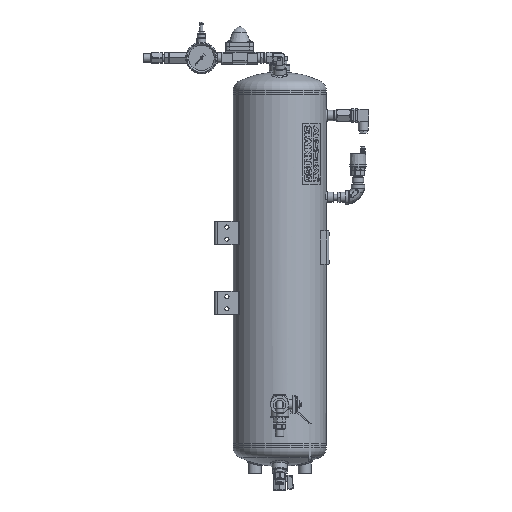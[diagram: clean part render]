
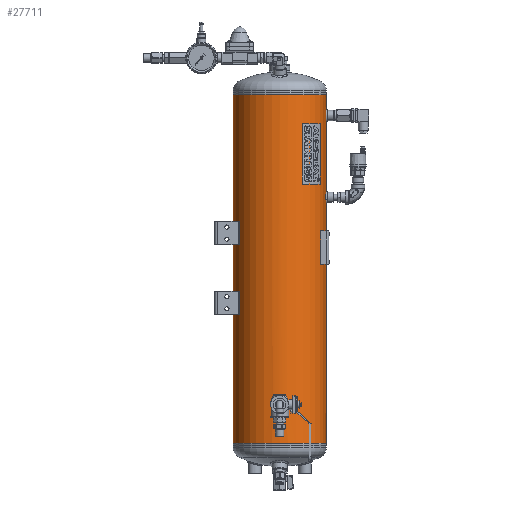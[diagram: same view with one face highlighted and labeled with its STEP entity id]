
A CAD part, left-side view. The second image highlights one B-rep face of the part: STEP entity #27711.
In plain terms, the highlighted cylindrical face has radius 100 mm (diameter 200 mm), a partial arc.
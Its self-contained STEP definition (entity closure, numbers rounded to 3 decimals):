
#1673=B_SPLINE_CURVE_WITH_KNOTS('',3,(#48191,#48192,#48193,#48194,#48195,
#48196,#48197,#48198,#48199,#48200,#48201,#48202,#48203,#48204,#48205,#48206,
#48207,#48208,#48209),.UNSPECIFIED.,.T.,.F.,(1,1,1,1,1,1,1,1,1,1,1,1,1,
1,1,1,1,1,1,1,1,1,1),(-0.012,-0.008,-0.004,
0.,0.004,0.008,0.012,
0.016,0.02,0.023,0.027,
0.031,0.035,0.039,0.043,
0.047,0.051,0.055,0.059,
0.063,0.066,0.07,0.074),
 .UNSPECIFIED.);
#1674=B_SPLINE_CURVE_WITH_KNOTS('',3,(#48211,#48212,#48213,#48214,#48215,
#48216,#48217,#48218,#48219,#48220,#48221,#48222,#48223,#48224,#48225,#48226,
#48227,#48228,#48229),.UNSPECIFIED.,.T.,.F.,(1,1,1,1,1,1,1,1,1,1,1,1,1,
1,1,1,1,1,1,1,1,1,1),(-0.012,-0.008,-0.004,
0.,0.004,0.008,0.012,0.016,
0.02,0.023,0.027,0.031,
0.035,0.039,0.043,0.047,
0.051,0.055,0.059,0.063,
0.066,0.07,0.074),.UNSPECIFIED.);
#1675=B_SPLINE_CURVE_WITH_KNOTS('',3,(#48231,#48232,#48233,#48234,#48235,
#48236,#48237,#48238,#48239,#48240,#48241,#48242,#48243,#48244,#48245,#48246,
#48247,#48248,#48249),.UNSPECIFIED.,.T.,.F.,(1,1,1,1,1,1,1,1,1,1,1,1,1,
1,1,1,1,1,1,1,1,1,1),(-0.018,-0.012,-0.006,
0.,0.006,0.012,0.018,
0.023,0.029,0.035,0.041,
0.047,0.053,0.059,0.065,
0.07,0.076,0.082,0.088,
0.094,0.1,0.106,0.112),
 .UNSPECIFIED.);
#3314=LINE('',#48251,#4547);
#3315=LINE('',#48256,#4548);
#4547=VECTOR('',#41173,1000.);
#4548=VECTOR('',#41176,1000.);
#5785=ORIENTED_EDGE('',*,*,#13779,.T.);
#5786=ORIENTED_EDGE('',*,*,#13780,.T.);
#5787=ORIENTED_EDGE('',*,*,#13781,.T.);
#5788=ORIENTED_EDGE('',*,*,#13782,.T.);
#5789=ORIENTED_EDGE('',*,*,#13783,.T.);
#5790=ORIENTED_EDGE('',*,*,#13784,.F.);
#5791=ORIENTED_EDGE('',*,*,#13785,.F.);
#13779=EDGE_CURVE('',#17776,#17776,#1673,.T.);
#13780=EDGE_CURVE('',#17777,#17777,#1674,.T.);
#13781=EDGE_CURVE('',#17778,#17778,#1675,.T.);
#13782=EDGE_CURVE('',#17779,#17780,#3314,.T.);
#13783=EDGE_CURVE('',#17780,#17781,#20733,.T.);
#13784=EDGE_CURVE('',#17782,#17781,#3315,.T.);
#13785=EDGE_CURVE('',#17779,#17782,#20734,.T.);
#17776=VERTEX_POINT('',#48210);
#17777=VERTEX_POINT('',#48230);
#17778=VERTEX_POINT('',#48250);
#17779=VERTEX_POINT('',#48252);
#17780=VERTEX_POINT('',#48253);
#17781=VERTEX_POINT('',#48255);
#17782=VERTEX_POINT('',#48257);
#20733=CIRCLE('',#38303,100.);
#20734=CIRCLE('',#38304,100.);
#21837=EDGE_LOOP('',(#5785));
#21838=EDGE_LOOP('',(#5786));
#21839=EDGE_LOOP('',(#5787));
#21840=EDGE_LOOP('',(#5788,#5789,#5790,#5791));
#24495=FACE_BOUND('',#21837,.T.);
#24496=FACE_BOUND('',#21838,.T.);
#24497=FACE_BOUND('',#21839,.T.);
#24498=FACE_BOUND('',#21840,.T.);
#27155=CYLINDRICAL_SURFACE('',#38302,100.);
#27711=ADVANCED_FACE('',(#24495,#24496,#24497,#24498),#27155,.T.);
#38302=AXIS2_PLACEMENT_3D('',#48190,#41171,#41172);
#38303=AXIS2_PLACEMENT_3D('',#48254,#41174,#41175);
#38304=AXIS2_PLACEMENT_3D('',#48258,#41177,#41178);
#41171=DIRECTION('',(0.,-1.,0.));
#41172=DIRECTION('',(0.,0.,-1.));
#41173=DIRECTION('',(0.,-1.,0.));
#41174=DIRECTION('',(0.,1.,0.));
#41175=DIRECTION('',(1.,0.,0.));
#41176=DIRECTION('',(0.,-1.,0.));
#41177=DIRECTION('',(0.,1.,0.));
#41178=DIRECTION('',(1.,0.,0.));
#48190=CARTESIAN_POINT('',(0.,750.,0.));
#48191=CARTESIAN_POINT('',(-9.473,48.444,-99.554));
#48192=CARTESIAN_POINT('',(-10.262,44.497,-99.471));
#48193=CARTESIAN_POINT('',(-9.477,40.569,-99.553));
#48194=CARTESIAN_POINT('',(-7.254,37.244,-99.75));
#48195=CARTESIAN_POINT('',(-3.93,35.023,-99.946));
#48196=CARTESIAN_POINT('',(-0.006,34.24,-100.027));
#48197=CARTESIAN_POINT('',(3.922,35.019,-99.946));
#48198=CARTESIAN_POINT('',(7.252,37.242,-99.75));
#48199=CARTESIAN_POINT('',(9.478,40.57,-99.553));
#48200=CARTESIAN_POINT('',(10.26,44.496,-99.472));
#48201=CARTESIAN_POINT('',(9.481,48.422,-99.553));
#48202=CARTESIAN_POINT('',(7.262,51.747,-99.749));
#48203=CARTESIAN_POINT('',(3.94,53.974,-99.945));
#48204=CARTESIAN_POINT('',(0.01,54.761,-100.027));
#48205=CARTESIAN_POINT('',(-3.923,53.981,-99.946));
#48206=CARTESIAN_POINT('',(-7.249,51.759,-99.75));
#48207=CARTESIAN_POINT('',(-9.473,48.444,-99.554));
#48208=CARTESIAN_POINT('',(-10.262,44.497,-99.471));
#48209=CARTESIAN_POINT('',(-9.477,40.569,-99.553));
#48210=CARTESIAN_POINT('',(-10.,44.5,-99.499));
#48211=CARTESIAN_POINT('',(-9.473,224.444,-99.554));
#48212=CARTESIAN_POINT('',(-10.262,220.497,-99.471));
#48213=CARTESIAN_POINT('',(-9.477,216.569,-99.553));
#48214=CARTESIAN_POINT('',(-7.254,213.244,-99.75));
#48215=CARTESIAN_POINT('',(-3.93,211.023,-99.946));
#48216=CARTESIAN_POINT('',(-0.006,210.24,-100.027));
#48217=CARTESIAN_POINT('',(3.922,211.019,-99.946));
#48218=CARTESIAN_POINT('',(7.252,213.242,-99.75));
#48219=CARTESIAN_POINT('',(9.478,216.57,-99.553));
#48220=CARTESIAN_POINT('',(10.26,220.496,-99.472));
#48221=CARTESIAN_POINT('',(9.481,224.422,-99.553));
#48222=CARTESIAN_POINT('',(7.262,227.747,-99.749));
#48223=CARTESIAN_POINT('',(3.94,229.974,-99.945));
#48224=CARTESIAN_POINT('',(0.01,230.761,-100.027));
#48225=CARTESIAN_POINT('',(-3.923,229.981,-99.946));
#48226=CARTESIAN_POINT('',(-7.249,227.759,-99.75));
#48227=CARTESIAN_POINT('',(-9.473,224.444,-99.554));
#48228=CARTESIAN_POINT('',(-10.262,220.497,-99.471));
#48229=CARTESIAN_POINT('',(-9.477,216.569,-99.553));
#48230=CARTESIAN_POINT('',(-10.,220.5,-99.499));
#48231=CARTESIAN_POINT('',(-98.994,672.42,14.208));
#48232=CARTESIAN_POINT('',(-98.806,666.495,15.395));
#48233=CARTESIAN_POINT('',(-98.993,660.6,14.214));
#48234=CARTESIAN_POINT('',(-99.436,655.617,10.88));
#48235=CARTESIAN_POINT('',(-99.878,652.286,5.9));
#48236=CARTESIAN_POINT('',(-100.061,651.109,0.009));
#48237=CARTESIAN_POINT('',(-99.879,652.279,-5.887));
#48238=CARTESIAN_POINT('',(-99.437,655.615,-10.879));
#48239=CARTESIAN_POINT('',(-98.992,660.601,-14.215));
#48240=CARTESIAN_POINT('',(-98.807,666.494,-15.391));
#48241=CARTESIAN_POINT('',(-98.992,672.387,-14.219));
#48242=CARTESIAN_POINT('',(-99.435,677.371,-10.892));
#48243=CARTESIAN_POINT('',(-99.877,680.709,-5.914));
#48244=CARTESIAN_POINT('',(-100.061,681.893,-0.013));
#48245=CARTESIAN_POINT('',(-99.878,680.72,5.889));
#48246=CARTESIAN_POINT('',(-99.437,677.387,10.874));
#48247=CARTESIAN_POINT('',(-98.994,672.42,14.208));
#48248=CARTESIAN_POINT('',(-98.806,666.495,15.395));
#48249=CARTESIAN_POINT('',(-98.993,660.6,14.214));
#48250=CARTESIAN_POINT('',(-98.869,666.5,15.));
#48251=CARTESIAN_POINT('',(0.254,801.561,100.));
#48252=CARTESIAN_POINT('',(0.254,750.,100.));
#48253=CARTESIAN_POINT('',(0.254,0.,100.));
#48254=CARTESIAN_POINT('',(0.,0.,0.));
#48255=CARTESIAN_POINT('',(-0.254,0.,100.));
#48256=CARTESIAN_POINT('',(-0.254,801.561,100.));
#48257=CARTESIAN_POINT('',(-0.254,750.,100.));
#48258=CARTESIAN_POINT('',(0.,750.,0.));
